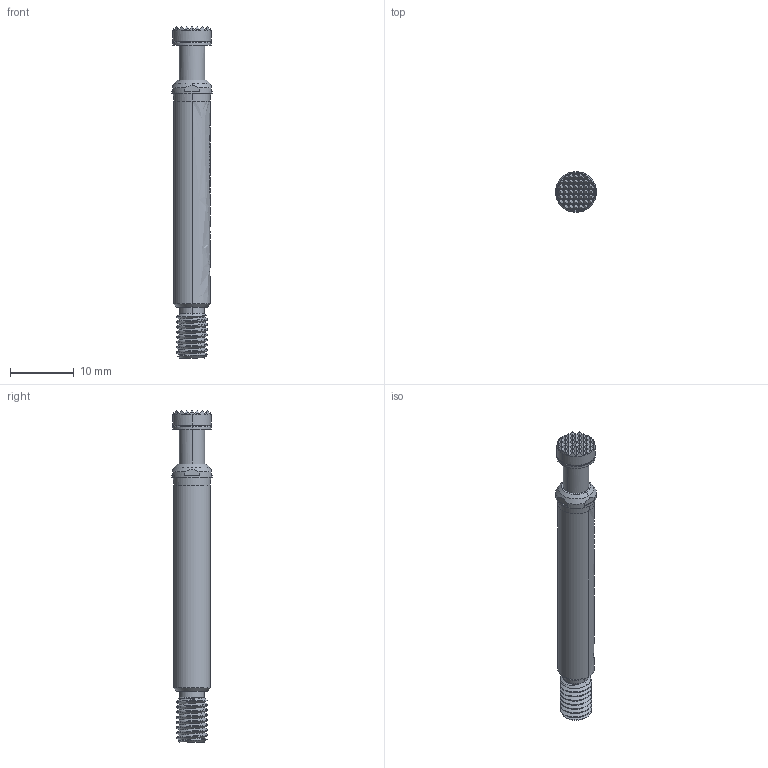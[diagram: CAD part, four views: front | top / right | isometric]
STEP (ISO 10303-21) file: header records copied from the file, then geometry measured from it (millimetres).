
FILE_DESCRIPTION(('STEP'), '1');
FILE_NAME('', '2022-08-04T08:07:25', (''), (''), 'Express v3.0.0.0', 'Express Tool', 'Unknown');
FILE_SCHEMA(('AUTOMOTIVE_DESIGN'));
Length unit declared in the file: millimetre
Products named in the file (1): MOD-F34806B600GxxC~-a
Bounding box: 6.4 x 6.4 x 52.2 mm (x, y, z)
Volume: 1202.8 mm3; surface area: 1047.3 mm2
Topology: 1 solids, 1 shells, 404 faces, 885 edges, 501 vertices
Faces by surface type: bspline 404
Entity records: 17930 total; most frequent: CARTESIAN_POINT 12511, ORIENTED_EDGE 1770, EDGE_CURVE 885, B_SPLINE_CURVE_WITH_KNOTS 649, VERTEX_POINT 501, EDGE_LOOP 422, ADVANCED_FACE 404, FACE_OUTER_BOUND 404
